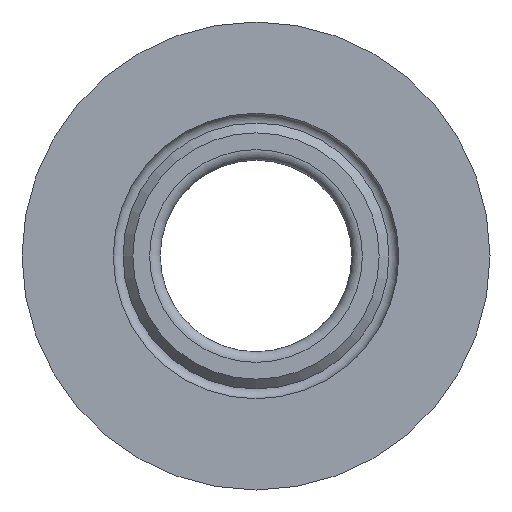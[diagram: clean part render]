
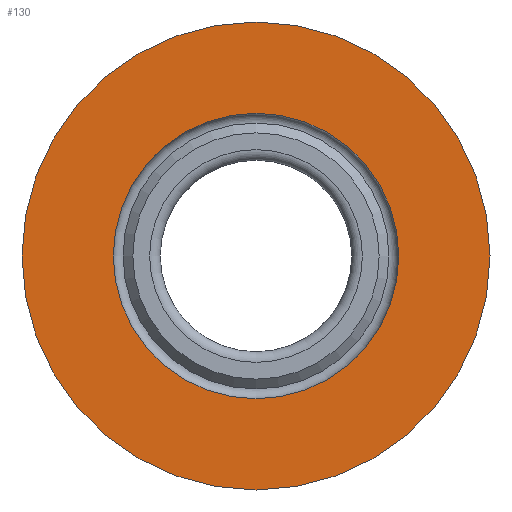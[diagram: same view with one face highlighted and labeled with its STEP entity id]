
A CAD part, left-side view. The second image highlights one B-rep face of the part: STEP entity #130.
In plain terms, the highlighted planar face has unit normal (-1, 0, 0).
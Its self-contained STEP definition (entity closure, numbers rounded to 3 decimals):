
#130 = ADVANCED_FACE( '', ( #282, #283 ), #284, .F. );
#282 = FACE_OUTER_BOUND( '', #466, .T. );
#283 = FACE_BOUND( '', #467, .T. );
#284 = PLANE( '', #468 );
#466 = EDGE_LOOP( '', ( #925 ) );
#467 = EDGE_LOOP( '', ( #926 ) );
#468 = AXIS2_PLACEMENT_3D( '', #927, #928, #929 );
#925 = ORIENTED_EDGE( '', *, *, #1220, .F. );
#926 = ORIENTED_EDGE( '', *, *, #1221, .T. );
#927 = CARTESIAN_POINT( '', ( 14., 11.58, 0. ) );
#928 = DIRECTION( '', ( 1., 0., 0. ) );
#929 = DIRECTION( '', ( 0., 0., -1. ) );
#1220 = EDGE_CURVE( '', #1482, #1482, #1483, .T. );
#1221 = EDGE_CURVE( '', #1484, #1484, #1485, .T. );
#1482 = VERTEX_POINT( '', #1974 );
#1483 = CIRCLE( '', #1975, 22. );
#1484 = VERTEX_POINT( '', #1976 );
#1485 = CIRCLE( '', #1977, 13.42 );
#1974 = CARTESIAN_POINT( '', ( 14., 0., -22. ) );
#1975 = AXIS2_PLACEMENT_3D( '', #2217, #2218, #2219 );
#1976 = CARTESIAN_POINT( '', ( 14., 0., -13.42 ) );
#1977 = AXIS2_PLACEMENT_3D( '', #2220, #2221, #2222 );
#2217 = CARTESIAN_POINT( '', ( 14., 0., 0. ) );
#2218 = DIRECTION( '', ( 1., 0., 0. ) );
#2219 = DIRECTION( '', ( 0., 0., -1. ) );
#2220 = CARTESIAN_POINT( '', ( 14., 0., 0. ) );
#2221 = DIRECTION( '', ( 1., 0., 0. ) );
#2222 = DIRECTION( '', ( 0., 0., -1. ) );
